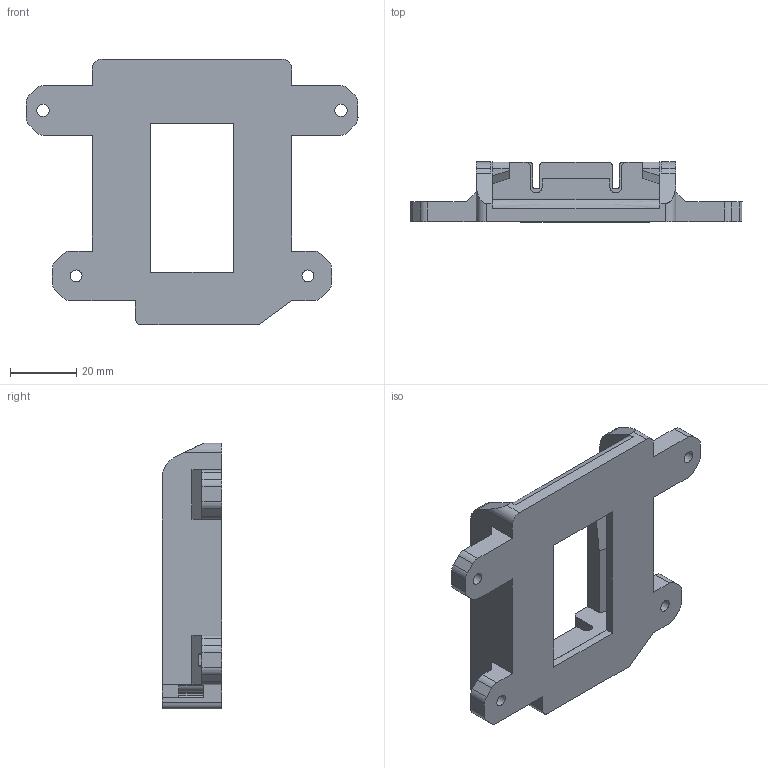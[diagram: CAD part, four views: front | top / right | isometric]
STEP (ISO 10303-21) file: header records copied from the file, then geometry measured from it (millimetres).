
FILE_DESCRIPTION( ( '' ), ' ' );
FILE_NAME( '5cafa7b06e1b28179f496a44.step', '2019-04-11T20:46:41', ( '' ), ( '' ), ' ', ' ', ' ' );
FILE_SCHEMA( ( 'AUTOMOTIVE_DESIGN { 1 0 10303 214 1 1 1 1 }' ) );
Length unit declared in the file: metre
Products named in the file (1): Part 1
Bounding box: 100.25 x 18 x 80.3 mm (x, y, z)
Volume: 38486.6 mm3; surface area: 18729 mm2
Topology: 1 solids, 1 shells, 182 faces, 537 edges, 359 vertices
Faces by surface type: plane 124, cylinder 54, bspline 3, cone 1
Full cylindrical faces by diameter (mm): 2.6 x1, 3.6 x2, 3.7 x2
Entity records: 7516 total; most frequent: CARTESIAN_POINT 1172, ORIENTED_EDGE 1054, DIRECTION 966, EDGE_CURVE 527, LINE 390, VECTOR 390, VERTEX_POINT 355, AXIS2_PLACEMENT_3D 288
